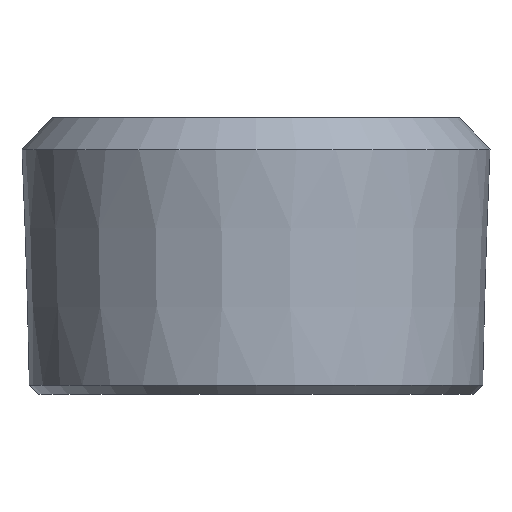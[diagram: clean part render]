
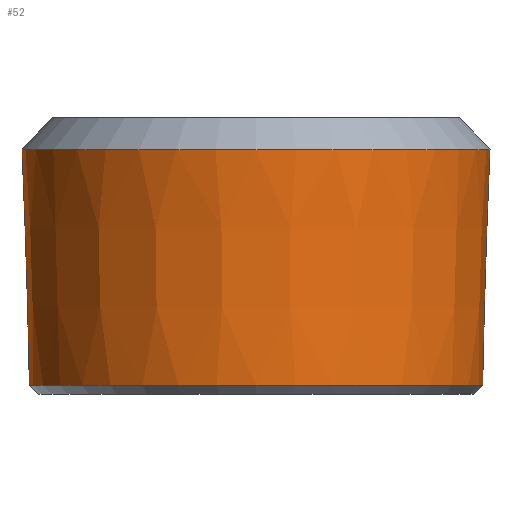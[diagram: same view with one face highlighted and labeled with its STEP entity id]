
A CAD part, left-side view. The second image highlights one B-rep face of the part: STEP entity #52.
In plain terms, the highlighted conical face has half-angle 1.788 degrees and reference radius 13.109 mm.
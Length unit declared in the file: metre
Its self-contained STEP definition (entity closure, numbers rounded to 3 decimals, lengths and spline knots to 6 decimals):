
#52 = ADVANCED_FACE( 'NONE', ( #123, #124 ), #125, .T. );
#123 = FACE_OUTER_BOUND( '', #215, .T. );
#124 = FACE_BOUND( '', #216, .T. );
#125 = CONICAL_SURFACE( '', #217, 0.013109, 0.031 );
#215 = EDGE_LOOP( '', ( #326 ) );
#216 = EDGE_LOOP( '', ( #327 ) );
#217 = AXIS2_PLACEMENT_3D( '', #328, #329, #330 );
#326 = ORIENTED_EDGE( '', *, *, #548, .T. );
#327 = ORIENTED_EDGE( '', *, *, #549, .T. );
#328 = CARTESIAN_POINT( '', ( 0., 0., -0.001799 ) );
#329 = DIRECTION( '', ( 0., 0., 1. ) );
#330 = DIRECTION( '', ( 0., -1., 0. ) );
#548 = EDGE_CURVE( 'NONE', #660, #660, #661, .T. );
#549 = EDGE_CURVE( 'NONE', #662, #662, #663, .T. );
#660 = VERTEX_POINT( '', #800 );
#661 = CIRCLE( '', #801, 0.013109 );
#662 = VERTEX_POINT( '', #802 );
#663 = CIRCLE( '', #803, 0.012697 );
#800 = CARTESIAN_POINT( '', ( 0.013109, 0., -0.001799 ) );
#801 = AXIS2_PLACEMENT_3D( '', #993, #994, #995 );
#802 = CARTESIAN_POINT( '', ( 0.012697, 0., -0.015 ) );
#803 = AXIS2_PLACEMENT_3D( '', #996, #997, #998 );
#993 = CARTESIAN_POINT( '', ( 0., 0., -0.001799 ) );
#994 = DIRECTION( '', ( 0., 0., -1. ) );
#995 = DIRECTION( '', ( 1., 0., 0. ) );
#996 = CARTESIAN_POINT( '', ( 0., 0., -0.015 ) );
#997 = DIRECTION( '', ( 0., 0., 1. ) );
#998 = DIRECTION( '', ( 1., 0., 0. ) );
